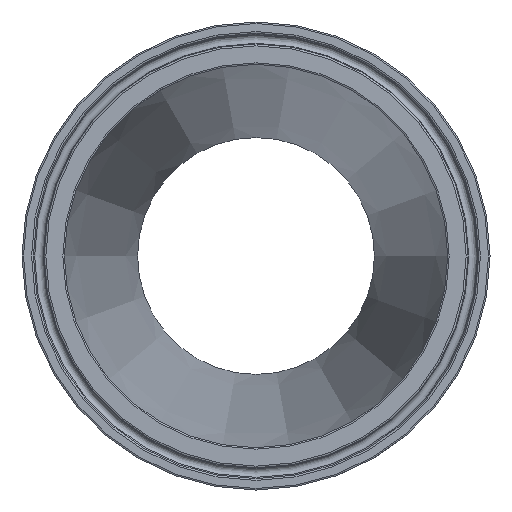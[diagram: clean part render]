
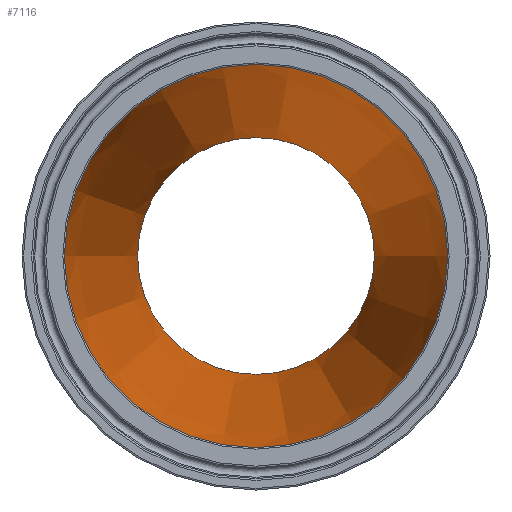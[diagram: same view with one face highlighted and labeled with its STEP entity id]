
A CAD part, left-side view. The second image highlights one B-rep face of the part: STEP entity #7116.
In plain terms, the highlighted conical face has half-angle 6.956 degrees and reference radius 39.395 mm.
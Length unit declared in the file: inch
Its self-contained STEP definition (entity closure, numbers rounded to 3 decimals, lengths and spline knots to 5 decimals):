
#135=FACE_BOUND('',#1324,.T.);
#871=FACE_OUTER_BOUND('',#1323,.T.);
#1323=EDGE_LOOP('',(#6633));
#1324=EDGE_LOOP('',(#6634));
#2426=CIRCLE('',#7493,1.185);
#2447=CIRCLE('',#7535,1.917);
#3488=VERTEX_POINT('',#15451);
#3509=VERTEX_POINT('',#15514);
#4532=EDGE_CURVE('',#3488,#3488,#2426,.T.);
#4553=EDGE_CURVE('',#3509,#3509,#2447,.T.);
#6633=ORIENTED_EDGE('',*,*,#4553,.F.);
#6634=ORIENTED_EDGE('',*,*,#4532,.T.);
#6678=CONICAL_SURFACE('',#7534,1.551,6.956);
#7116=ADVANCED_FACE('',(#871,#135),#6678,.F.);
#7493=AXIS2_PLACEMENT_3D('',#15452,#8764,#8765);
#7534=AXIS2_PLACEMENT_3D('',#15513,#8846,#8847);
#7535=AXIS2_PLACEMENT_3D('',#15515,#8848,#8849);
#8764=DIRECTION('center_axis',(1.,0.,0.));
#8765=DIRECTION('ref_axis',(0.,-1.,0.));
#8846=DIRECTION('center_axis',(-1.,0.,0.));
#8847=DIRECTION('ref_axis',(0.,-1.,0.));
#8848=DIRECTION('center_axis',(1.,0.,0.));
#8849=DIRECTION('ref_axis',(0.,-1.,0.));
#15451=CARTESIAN_POINT('',(6.,-1.185,0.));
#15452=CARTESIAN_POINT('Origin',(6.,0.,0.));
#15513=CARTESIAN_POINT('Origin',(3.,0.,0.));
#15514=CARTESIAN_POINT('',(0.,-1.917,0.));
#15515=CARTESIAN_POINT('Origin',(0.,0.,0.));
